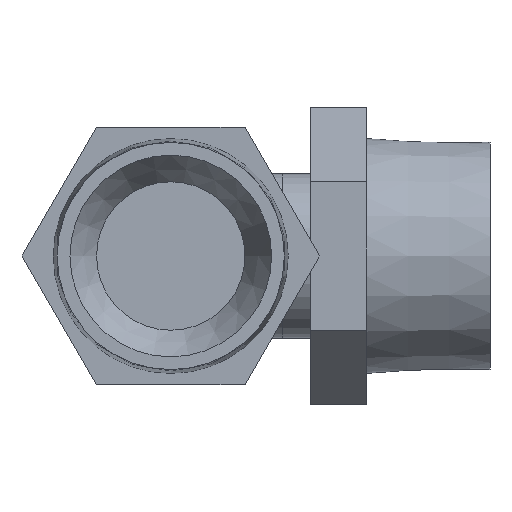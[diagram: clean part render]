
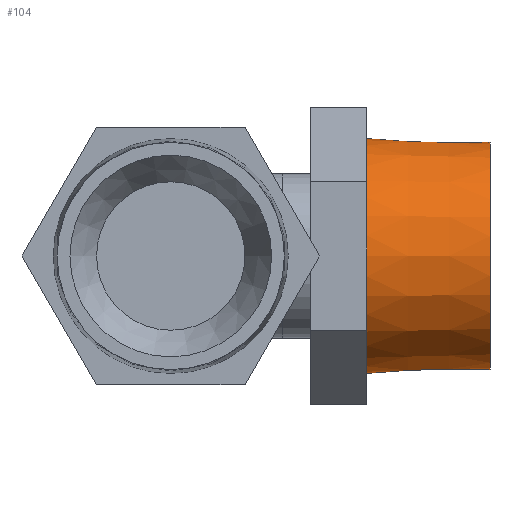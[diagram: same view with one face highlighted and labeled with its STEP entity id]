
A CAD part, front view. The second image highlights one B-rep face of the part: STEP entity #104.
In plain terms, the highlighted conical face has half-angle 1.79 degrees and reference radius 21.082 mm.
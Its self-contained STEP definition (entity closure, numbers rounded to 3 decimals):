
#104 = ADVANCED_FACE( '', ( #221, #222 ), #223, .T. );
#221 = FACE_BOUND( '', #339, .T. );
#222 = FACE_OUTER_BOUND( '', #340, .T. );
#223 = CONICAL_SURFACE( '', #341, 21.082, 0.031 );
#339 = EDGE_LOOP( '', ( #514 ) );
#340 = EDGE_LOOP( '', ( #515 ) );
#341 = AXIS2_PLACEMENT_3D( '', #516, #517, #518 );
#514 = ORIENTED_EDGE( '', *, *, #616, .F. );
#515 = ORIENTED_EDGE( '', *, *, #594, .T. );
#516 = CARTESIAN_POINT( '', ( 0., 3.616, 0. ) );
#517 = DIRECTION( '', ( 0., 1., 0. ) );
#518 = DIRECTION( '', ( 0., 0., 1. ) );
#594 = EDGE_CURVE( '', #683, #683, #684, .T. );
#616 = EDGE_CURVE( '', #713, #713, #714, .F. );
#683 = VERTEX_POINT( '', #796 );
#684 = CIRCLE( '', #797, 20.969 );
#713 = VERTEX_POINT( '', #932 );
#714 = CIRCLE( '', #933, 20.281 );
#796 = CARTESIAN_POINT( '', ( 0., 0., -20.969 ) );
#797 = AXIS2_PLACEMENT_3D( '', #989, #990, #991 );
#932 = CARTESIAN_POINT( '', ( 0., -22., 20.281 ) );
#933 = AXIS2_PLACEMENT_3D( '', #1013, #1014, #1015 );
#989 = CARTESIAN_POINT( '', ( 0., 0., 0. ) );
#990 = DIRECTION( '', ( 0., -1., 0. ) );
#991 = DIRECTION( '', ( 0., 0., -1. ) );
#1013 = CARTESIAN_POINT( '', ( 0., -22., 0. ) );
#1014 = DIRECTION( '', ( 0., 1., 0. ) );
#1015 = DIRECTION( '', ( 0., 0., 1. ) );
